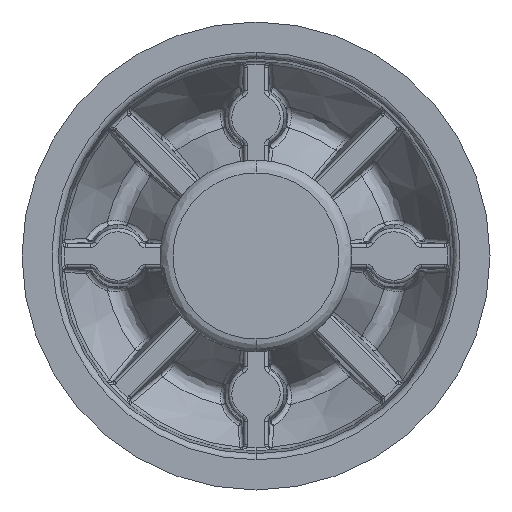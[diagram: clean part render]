
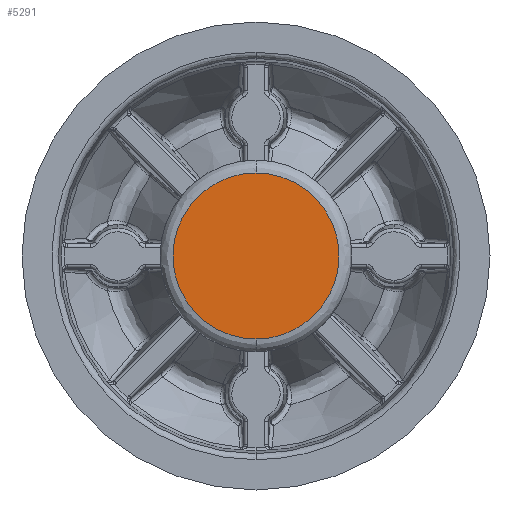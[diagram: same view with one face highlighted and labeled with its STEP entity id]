
A CAD part, front view. The second image highlights one B-rep face of the part: STEP entity #5291.
In plain terms, the highlighted planar face has unit normal (0, -1, 0).
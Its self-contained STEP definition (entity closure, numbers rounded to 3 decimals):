
#738 = VERTEX_POINT ( 'NONE', #13763 ) ;
#3000 = FACE_OUTER_BOUND ( 'NONE', #4283, .T. ) ;
#3405 = CARTESIAN_POINT ( 'NONE',  ( 0., 0., -6.914 ) ) ;
#3496 = CARTESIAN_POINT ( 'NONE',  ( -13.828, 0., 6.914 ) ) ;
#4283 = EDGE_LOOP ( 'NONE', ( #11551, #7437 ) ) ;
#4883 = CARTESIAN_POINT ( 'NONE',  ( 0., 0., 6.914 ) ) ;
#5291 = ADVANCED_FACE ( 'NONE', ( #3000 ), #11294, .T. ) ;
#5579 = CARTESIAN_POINT ( 'NONE',  ( 0., 0., 6.914 ) ) ;
#6615 = VERTEX_POINT ( 'NONE', #17487 ) ;
#6657 = EDGE_CURVE ( 'NONE', #6615, #738, #13648, .T. ) ;
#6896 = CARTESIAN_POINT ( 'NONE',  ( 0., 0., -6.914 ) ) ;
#7016 = EDGE_CURVE ( 'NONE', #738, #6615, #16841, .T. ) ;
#7098 = DIRECTION ( 'NONE',  ( 0., 0., -1. ) ) ;
#7437 = ORIENTED_EDGE ( 'NONE', *, *, #7016, .F. ) ;
#8423 = AXIS2_PLACEMENT_3D ( 'NONE', #12698, #15400, #7098 ) ;
#9783 = CARTESIAN_POINT ( 'NONE',  ( 13.828, 0., 6.914 ) ) ;
#11294 = PLANE ( 'NONE',  #8423 ) ;
#11551 = ORIENTED_EDGE ( 'NONE', *, *, #6657, .F. ) ;
#12671 = CARTESIAN_POINT ( 'NONE',  ( 13.828, 0., -6.914 ) ) ;
#12698 = CARTESIAN_POINT ( 'NONE',  ( 0., 0., 0. ) ) ;
#13648 =( BOUNDED_CURVE ( )  B_SPLINE_CURVE ( 3, ( #5579, #9783, #12671, #6896 ),
 .UNSPECIFIED., .F., .T. ) 
 B_SPLINE_CURVE_WITH_KNOTS ( ( 4, 4 ),
 ( 0., 1. ),
 .UNSPECIFIED. ) 
 CURVE ( )  GEOMETRIC_REPRESENTATION_ITEM ( )  RATIONAL_B_SPLINE_CURVE ( ( 1., 0.333, 0.333, 1. ) ) 
 REPRESENTATION_ITEM ( '' )  );
#13763 = CARTESIAN_POINT ( 'NONE',  ( 0., 0., -6.914 ) ) ;
#15400 = DIRECTION ( 'NONE',  ( 0., -1., 0. ) ) ;
#16841 =( BOUNDED_CURVE ( )  B_SPLINE_CURVE ( 3, ( #3405, #17658, #3496, #4883 ),
 .UNSPECIFIED., .F., .T. ) 
 B_SPLINE_CURVE_WITH_KNOTS ( ( 4, 4 ),
 ( 0., 1. ),
 .UNSPECIFIED. ) 
 CURVE ( )  GEOMETRIC_REPRESENTATION_ITEM ( )  RATIONAL_B_SPLINE_CURVE ( ( 1., 0.333, 0.333, 1. ) ) 
 REPRESENTATION_ITEM ( '' )  );
#17487 = CARTESIAN_POINT ( 'NONE',  ( 0., 0., 6.914 ) ) ;
#17658 = CARTESIAN_POINT ( 'NONE',  ( -13.828, 0., -6.914 ) ) ;
